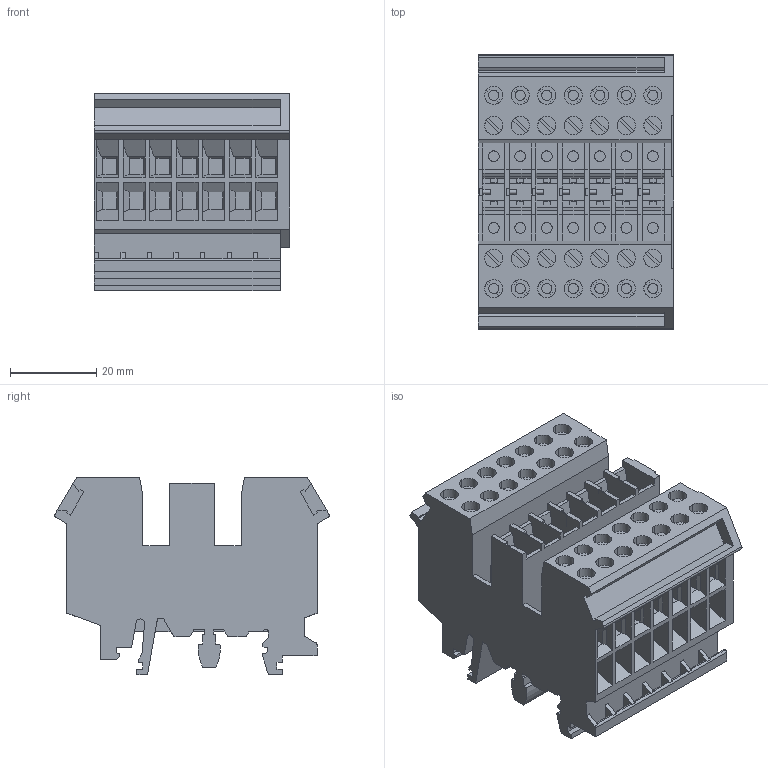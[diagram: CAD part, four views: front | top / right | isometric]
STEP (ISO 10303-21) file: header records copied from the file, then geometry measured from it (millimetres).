
FILE_DESCRIPTION(('Creo Elements/Direct Modeling STEP Export'),'2;1');
FILE_NAME('model.stp','2020-10-08T10:59:05',(''),(''),'Creo Elements/Direct Modeling STEP processor for AP214 (Solid Model)','Creo Elements/Direct Modeling 20.1A 29-Sep-2018 (C) Parametric Technology GmbH','');
FILE_SCHEMA(('AUTOMOTIVE_DESIGN { 1 0 10303 214 1 1 1 1 }'));
Length unit declared in the file: millimetre
Products named in the file (2): UDK-RELG_7-select
Assembly tree (1 placements, depth 2):
  UDK-RELG_7-select
    UDK-RELG_7-select
Bounding box: 45.25 x 63.6 x 45.9 mm (x, y, z)
Volume: 71423.1 mm3; surface area: 34529.4 mm2
Topology: 1 solids, 1 shells, 1142 faces, 3103 edges, 2019 vertices
Faces by surface type: plane 979, cylinder 163
Entity records: 37004 total; most frequent: ORIENTED_EDGE 6206, CARTESIAN_POINT 5800, DIRECTION 5029, EDGE_CURVE 3103, VECTOR 2533, LINE 2533, VERTEX_POINT 2019, AXIS2_PLACEMENT_3D 1248
